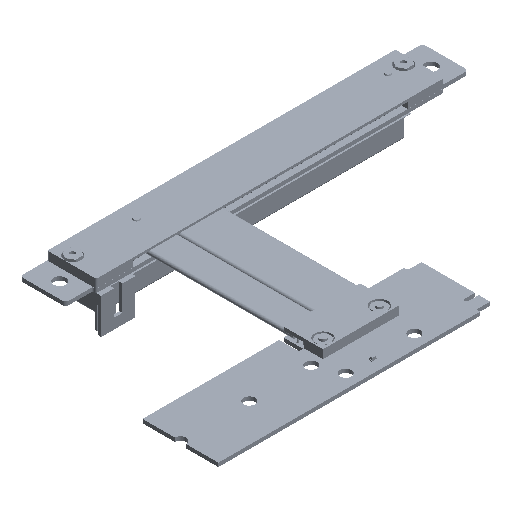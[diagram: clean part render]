
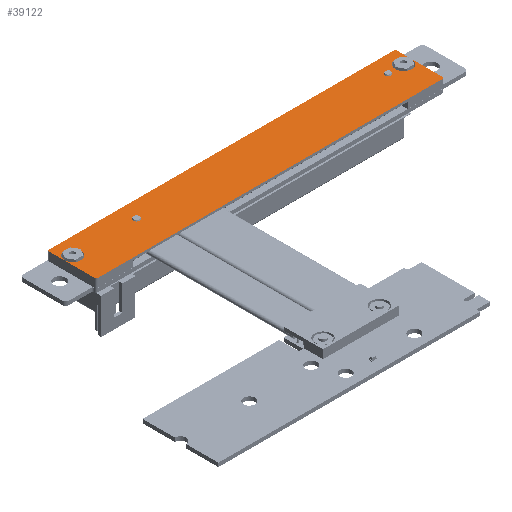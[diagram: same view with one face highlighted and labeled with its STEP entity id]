
A CAD part, isometric view. The second image highlights one B-rep face of the part: STEP entity #39122.
In plain terms, the highlighted face is planar.
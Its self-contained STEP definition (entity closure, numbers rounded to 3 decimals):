
#33383 = EDGE_CURVE('',#33384,#33386,#33388,.T.);
#33384 = VERTEX_POINT('',#33385);
#33385 = CARTESIAN_POINT('',(98.701,4.407,-0.7));
#33386 = VERTEX_POINT('',#33387);
#33387 = CARTESIAN_POINT('',(98.701,-8.826,-0.7));
#33388 = LINE('',#33389,#33390);
#33389 = CARTESIAN_POINT('',(98.701,4.907,-0.7));
#33390 = VECTOR('',#33391,1.);
#33391 = DIRECTION('',(0.,-1.,0.));
#33416 = VERTEX_POINT('',#33417);
#33417 = CARTESIAN_POINT('',(98.201,4.907,-0.7));
#33423 = EDGE_CURVE('',#33424,#33416,#33426,.T.);
#33424 = VERTEX_POINT('',#33425);
#33425 = CARTESIAN_POINT('',(-1.994,4.907,-0.7));
#33426 = LINE('',#33427,#33428);
#33427 = CARTESIAN_POINT('',(-2.494,4.907,-0.7));
#33428 = VECTOR('',#33429,1.);
#33429 = DIRECTION('',(1.,0.,0.));
#33447 = VERTEX_POINT('',#33448);
#33448 = CARTESIAN_POINT('',(-2.494,4.407,-0.7));
#33454 = EDGE_CURVE('',#33455,#33447,#33457,.T.);
#33455 = VERTEX_POINT('',#33456);
#33456 = CARTESIAN_POINT('',(-2.494,-8.826,-0.7));
#33457 = LINE('',#33458,#33459);
#33458 = CARTESIAN_POINT('',(-2.494,-9.326,-0.7));
#33459 = VECTOR('',#33460,1.);
#33460 = DIRECTION('',(0.,1.,0.));
#33478 = VERTEX_POINT('',#33479);
#33479 = CARTESIAN_POINT('',(-1.994,-9.326,-0.7));
#33485 = EDGE_CURVE('',#33486,#33478,#33488,.T.);
#33486 = VERTEX_POINT('',#33487);
#33487 = CARTESIAN_POINT('',(98.201,-9.326,-0.7));
#33488 = LINE('',#33489,#33490);
#33489 = CARTESIAN_POINT('',(98.701,-9.326,-0.7));
#33490 = VECTOR('',#33491,1.);
#33491 = DIRECTION('',(-1.,0.,0.));
#39122 = ADVANCED_FACE('',(#39123,#39134,#39145),#39179,.T.);
#39123 = FACE_BOUND('',#39124,.T.);
#39124 = EDGE_LOOP('',(#39125));
#39125 = ORIENTED_EDGE('',*,*,#39126,.F.);
#39126 = EDGE_CURVE('',#39127,#39127,#39129,.T.);
#39127 = VERTEX_POINT('',#39128);
#39128 = CARTESIAN_POINT('',(-2.4,0.,-0.7));
#39129 = CIRCLE('',#39130,2.4);
#39130 = AXIS2_PLACEMENT_3D('',#39131,#39132,#39133);
#39131 = CARTESIAN_POINT('',(0.,0.,-0.7));
#39132 = DIRECTION('',(0.,0.,-1.));
#39133 = DIRECTION('',(-1.,0.,0.));
#39134 = FACE_BOUND('',#39135,.T.);
#39135 = EDGE_LOOP('',(#39136));
#39136 = ORIENTED_EDGE('',*,*,#39137,.F.);
#39137 = EDGE_CURVE('',#39138,#39138,#39140,.T.);
#39138 = VERTEX_POINT('',#39139);
#39139 = CARTESIAN_POINT('',(93.801,-0.001,-0.7)
  );
#39140 = CIRCLE('',#39141,2.4);
#39141 = AXIS2_PLACEMENT_3D('',#39142,#39143,#39144);
#39142 = CARTESIAN_POINT('',(96.201,-0.001,-0.7)
  );
#39143 = DIRECTION('',(0.,0.,-1.));
#39144 = DIRECTION('',(-1.,0.,0.));
#39145 = FACE_BOUND('',#39146,.T.);
#39146 = EDGE_LOOP('',(#39147,#39148,#39155,#39156,#39163,#39164,#39171,
    #39172));
#39147 = ORIENTED_EDGE('',*,*,#33423,.T.);
#39148 = ORIENTED_EDGE('',*,*,#39149,.T.);
#39149 = EDGE_CURVE('',#33416,#33384,#39150,.T.);
#39150 = CIRCLE('',#39151,0.5);
#39151 = AXIS2_PLACEMENT_3D('',#39152,#39153,#39154);
#39152 = CARTESIAN_POINT('',(98.201,4.407,-0.7));
#39153 = DIRECTION('',(0.,0.,-1.));
#39154 = DIRECTION('',(-1.,0.,0.));
#39155 = ORIENTED_EDGE('',*,*,#33383,.T.);
#39156 = ORIENTED_EDGE('',*,*,#39157,.T.);
#39157 = EDGE_CURVE('',#33386,#33486,#39158,.T.);
#39158 = CIRCLE('',#39159,0.5);
#39159 = AXIS2_PLACEMENT_3D('',#39160,#39161,#39162);
#39160 = CARTESIAN_POINT('',(98.201,-8.826,-0.7));
#39161 = DIRECTION('',(0.,0.,-1.));
#39162 = DIRECTION('',(-1.,0.,0.));
#39163 = ORIENTED_EDGE('',*,*,#33485,.T.);
#39164 = ORIENTED_EDGE('',*,*,#39165,.T.);
#39165 = EDGE_CURVE('',#33478,#33455,#39166,.T.);
#39166 = CIRCLE('',#39167,0.5);
#39167 = AXIS2_PLACEMENT_3D('',#39168,#39169,#39170);
#39168 = CARTESIAN_POINT('',(-1.994,-8.826,-0.7));
#39169 = DIRECTION('',(0.,0.,-1.));
#39170 = DIRECTION('',(-1.,0.,0.));
#39171 = ORIENTED_EDGE('',*,*,#33454,.T.);
#39172 = ORIENTED_EDGE('',*,*,#39173,.T.);
#39173 = EDGE_CURVE('',#33447,#33424,#39174,.T.);
#39174 = CIRCLE('',#39175,0.5);
#39175 = AXIS2_PLACEMENT_3D('',#39176,#39177,#39178);
#39176 = CARTESIAN_POINT('',(-1.994,4.407,-0.7));
#39177 = DIRECTION('',(0.,0.,-1.));
#39178 = DIRECTION('',(-1.,0.,0.));
#39179 = PLANE('',#39180);
#39180 = AXIS2_PLACEMENT_3D('',#39181,#39182,#39183);
#39181 = CARTESIAN_POINT('',(0.,0.,-0.7));
#39182 = DIRECTION('',(0.,0.,-1.));
#39183 = DIRECTION('',(-1.,0.,0.));
